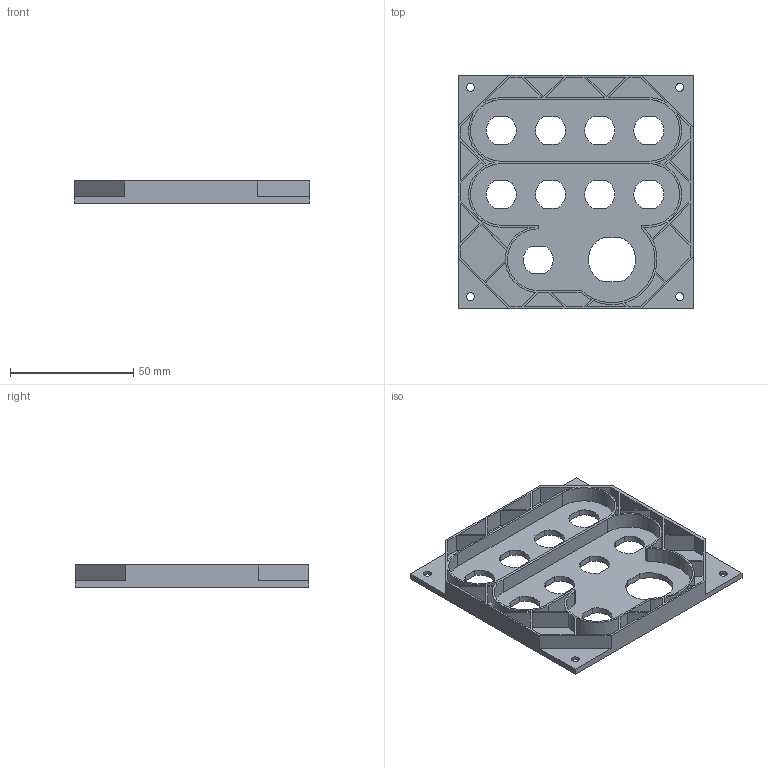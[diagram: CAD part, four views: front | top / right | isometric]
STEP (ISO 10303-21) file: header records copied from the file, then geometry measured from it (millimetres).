
FILE_DESCRIPTION(/* description */ (''),/* implementation_level */ '2;1');
FILE_NAME(/* name */ 'Electronics panel LEFT.step',/* time_stamp */ '2024-11-17T17:37:45+01:00',/* author */ (''),/* organization */ (''),/* preprocessor_version */ 'ST-DEVELOPER v20',/* originating_system */ 'Autodesk Translation Framework v13.20.0.188',/* authorisation */ '');
FILE_SCHEMA (('AUTOMOTIVE_DESIGN { 1 0 10303 214 3 1 1 }'));
Length unit declared in the file: millimetre
Products named in the file (1): Panel SIDEs v2 (1)
Bounding box: 95.75 x 95 x 9 mm (x, y, z)
Volume: 22671.8 mm3; surface area: 30669 mm2
Topology: 1 solids, 1 shells, 346 faces, 917 edges, 610 vertices
Faces by surface type: plane 231, bspline 57, cylinder 54, cone 4
Full cylindrical faces by diameter (mm): 3.25 x4
Entity records: 11267 total; most frequent: CARTESIAN_POINT 2843, ORIENTED_EDGE 1834, DIRECTION 1495, EDGE_CURVE 917, LINE 691, VECTOR 691, VERTEX_POINT 610, EDGE_LOOP 411
